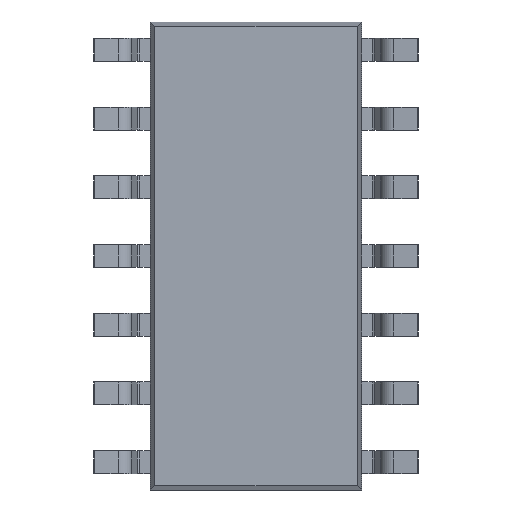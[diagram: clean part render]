
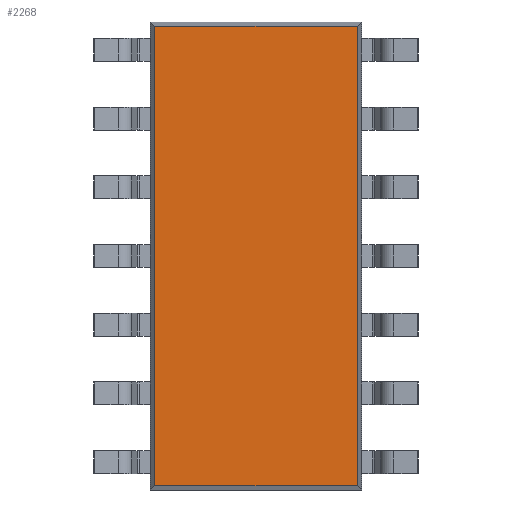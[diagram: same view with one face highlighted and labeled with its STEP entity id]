
A CAD part, front view. The second image highlights one B-rep face of the part: STEP entity #2268.
In plain terms, the highlighted planar face has unit normal (0, -1, 0).
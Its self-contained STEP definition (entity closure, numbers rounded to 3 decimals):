
#94 = EDGE_LOOP ( 'NONE', ( #274, #3717, #5702, #4240 ) ) ;
#274 = ORIENTED_EDGE ( 'NONE', *, *, #3906, .T. ) ;
#409 = VERTEX_POINT ( 'NONE', #3790 ) ;
#422 = DIRECTION ( 'NONE',  ( 0., 0., -1. ) ) ;
#862 = VECTOR ( 'NONE', #5124, 1000. ) ;
#1479 = DIRECTION ( 'NONE',  ( 1., 0., 0. ) ) ;
#1500 = VECTOR ( 'NONE', #422, 1000. ) ;
#1579 = LINE ( 'NONE', #5629, #3545 ) ;
#1952 = VERTEX_POINT ( 'NONE', #5333 ) ;
#1974 = AXIS2_PLACEMENT_3D ( 'NONE', #3668, #2578, #4619 ) ;
#2062 = EDGE_CURVE ( 'NONE', #5815, #2835, #3421, .T. ) ;
#2118 = PLANE ( 'NONE',  #1974 ) ;
#2128 = CARTESIAN_POINT ( 'NONE',  ( 1.868, 0.25, 4.325 ) ) ;
#2182 = VECTOR ( 'NONE', #1479, 1000. ) ;
#2185 = EDGE_CURVE ( 'NONE', #409, #1952, #1579, .T. ) ;
#2268 = ADVANCED_FACE ( 'NONE', ( #4680 ), #2118, .F. ) ;
#2578 = DIRECTION ( 'NONE',  ( 0., 1., 0. ) ) ;
#2835 = VERTEX_POINT ( 'NONE', #6330 ) ;
#3421 = LINE ( 'NONE', #3518, #2182 ) ;
#3518 = CARTESIAN_POINT ( 'NONE',  ( 1.95, 0.25, -4.243 ) ) ;
#3545 = VECTOR ( 'NONE', #3654, 1000. ) ;
#3654 = DIRECTION ( 'NONE',  ( -1., 0., 0. ) ) ;
#3668 = CARTESIAN_POINT ( 'NONE',  ( 0., 0.25, 0. ) ) ;
#3717 = ORIENTED_EDGE ( 'NONE', *, *, #2062, .T. ) ;
#3790 = CARTESIAN_POINT ( 'NONE',  ( 1.868, 0.25, 4.243 ) ) ;
#3823 = CARTESIAN_POINT ( 'NONE',  ( -1.868, 0.25, -4.243 ) ) ;
#3906 = EDGE_CURVE ( 'NONE', #1952, #5815, #4882, .T. ) ;
#4240 = ORIENTED_EDGE ( 'NONE', *, *, #2185, .T. ) ;
#4619 = DIRECTION ( 'NONE',  ( 0., 0., 1. ) ) ;
#4629 = LINE ( 'NONE', #2128, #862 ) ;
#4680 = FACE_OUTER_BOUND ( 'NONE', #94, .T. ) ;
#4882 = LINE ( 'NONE', #5448, #1500 ) ;
#4913 = EDGE_CURVE ( 'NONE', #2835, #409, #4629, .T. ) ;
#5124 = DIRECTION ( 'NONE',  ( 0., 0., 1. ) ) ;
#5333 = CARTESIAN_POINT ( 'NONE',  ( -1.868, 0.25, 4.243 ) ) ;
#5448 = CARTESIAN_POINT ( 'NONE',  ( -1.868, 0.25, -4.325 ) ) ;
#5629 = CARTESIAN_POINT ( 'NONE',  ( -1.95, 0.25, 4.243 ) ) ;
#5702 = ORIENTED_EDGE ( 'NONE', *, *, #4913, .T. ) ;
#5815 = VERTEX_POINT ( 'NONE', #3823 ) ;
#6330 = CARTESIAN_POINT ( 'NONE',  ( 1.868, 0.25, -4.243 ) ) ;
